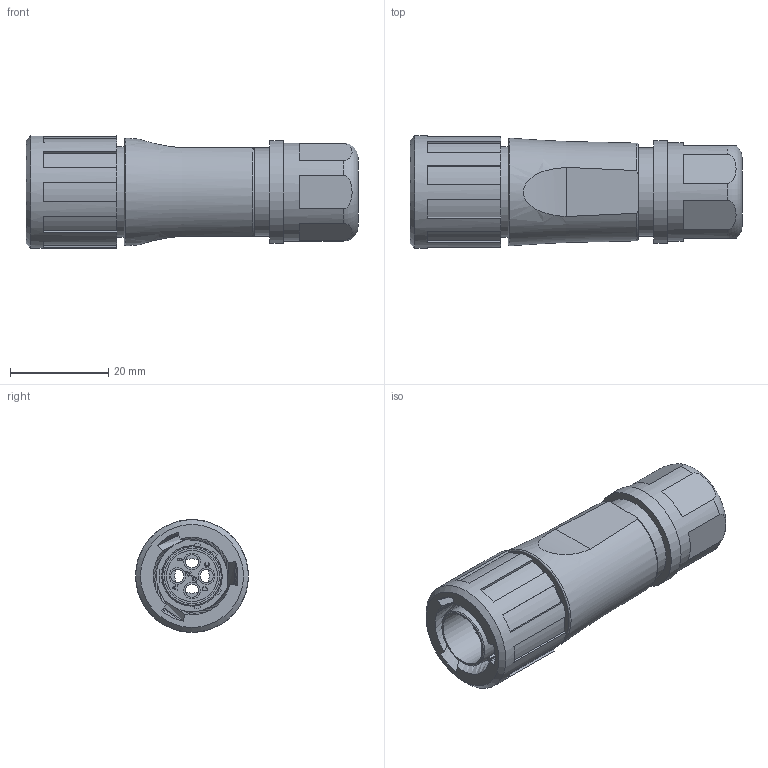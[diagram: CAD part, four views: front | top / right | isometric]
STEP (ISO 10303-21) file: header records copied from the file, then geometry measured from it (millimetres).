
FILE_DESCRIPTION(/* description */ ('STEP AP214'),/* implementation_level */ '2;1');
FILE_NAME(/* name */ 'RTS6BS10N4P03',/* time_stamp */ '2023-01-12T16:48:33+01:00',/* author */ ('License CC BY-ND 4.0'),/* organization */ ('CADENAS'),/* preprocessor_version */ 'ST-DEVELOPER v18.102',/* originating_system */ 'PARTsolutions',/* authorisation */ ' ');
FILE_SCHEMA (('AUTOMOTIVE_DESIGN {1 0 10303 214 3 1 1}'));
Length unit declared in the file: millimetre
Products named in the file (1): RTS6BS10N4P03
Bounding box: 67.7 x 23 x 23 mm (x, y, z)
Volume: 17580.6 mm3; surface area: 8913.9 mm2
Topology: 1 solids, 1 shells, 249 faces, 630 edges, 418 vertices
Faces by surface type: plane 167, cylinder 62, bspline 12, torus 7, cone 1
Full cylindrical faces by diameter (mm): 2.68 x4, 3.35 x8, 7 x1, 9 x1, 10.4 x2, 11.2 x1, 12.3 x1, 18 x1, 18.5 x1, 20 x1, 21 x1, 23 x1
Entity records: 7503 total; most frequent: CARTESIAN_POINT 1478, DIRECTION 1237, ORIENTED_EDGE 1192, EDGE_CURVE 596, AXIS2_PLACEMENT_3D 420, VERTEX_POINT 413, LINE 397, VECTOR 397
